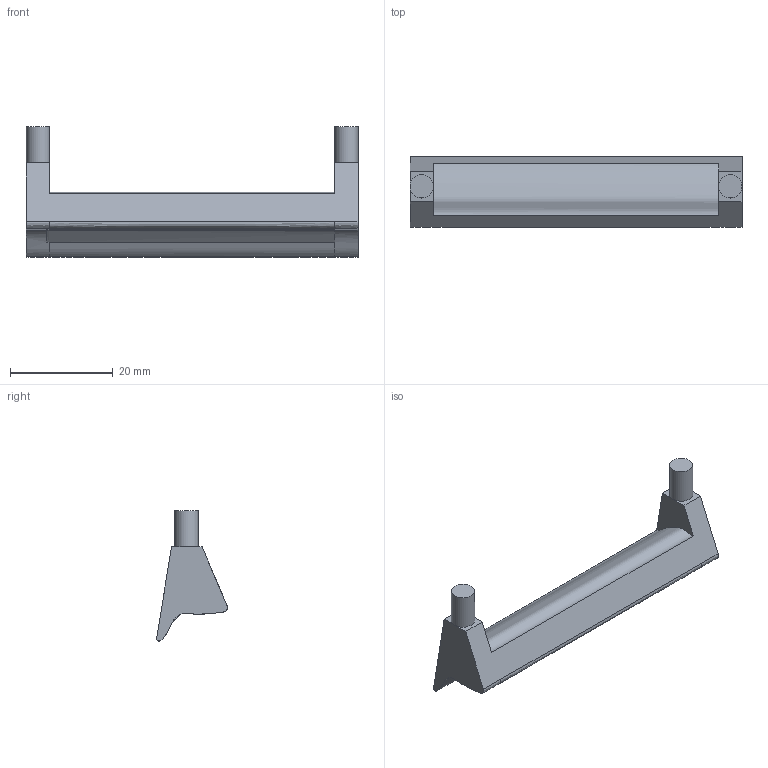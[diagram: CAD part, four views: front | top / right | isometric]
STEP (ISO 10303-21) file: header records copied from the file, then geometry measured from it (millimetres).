
FILE_DESCRIPTION(/* description */ (''),/* implementation_level */ '2;1');
FILE_NAME(/* name */ 'Spoiler 3 v3.step',/* time_stamp */ '2024-07-02T20:35:06-07:00',/* author */ (''),/* organization */ (''),/* preprocessor_version */ 'ST-DEVELOPER v20',/* originating_system */ 'Autodesk Translation Framework v13.14.0.145',/* authorisation */ '');
FILE_SCHEMA (('AUTOMOTIVE_DESIGN { 1 0 10303 214 3 1 1 }'));
Length unit declared in the file: millimetre
Products named in the file (1): Spoiler 3
Bounding box: 64.55 x 13.75 x 25.3 mm (x, y, z)
Volume: 6039 mm3; surface area: 3463.4 mm2
Topology: 1 solids, 1 shells, 36 faces, 86 edges, 52 vertices
Faces by surface type: plane 18, bspline 16, cylinder 2
Full cylindrical faces by diameter (mm): 4.55 x2
Entity records: 1916 total; most frequent: CARTESIAN_POINT 1204, ORIENTED_EDGE 172, DIRECTION 98, EDGE_CURVE 86, VERTEX_POINT 52, LINE 36, VECTOR 36, FACE_OUTER_BOUND 36
